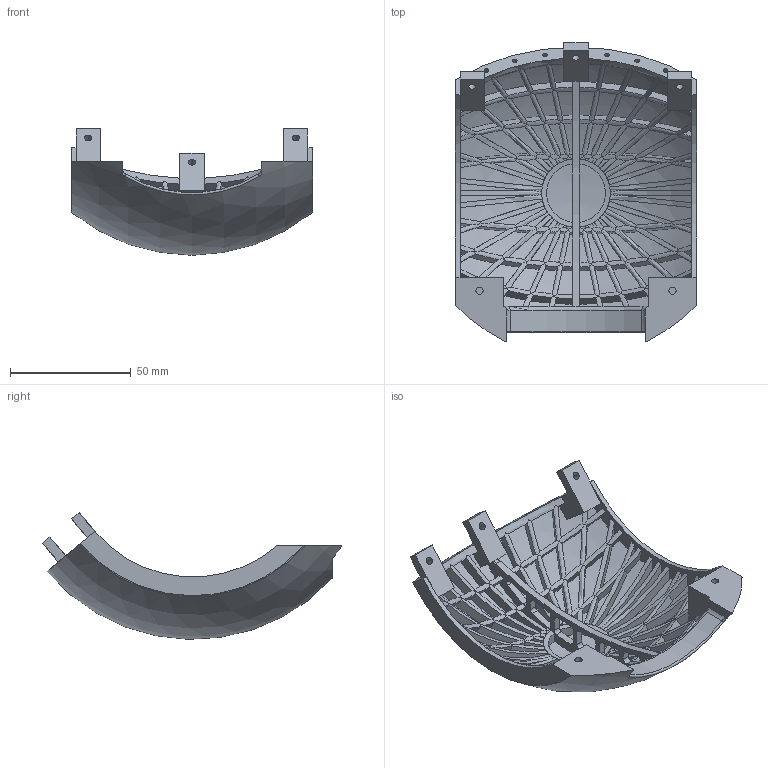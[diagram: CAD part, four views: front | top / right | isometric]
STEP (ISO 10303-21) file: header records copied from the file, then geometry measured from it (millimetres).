
FILE_DESCRIPTION(/* description */ (''),/* implementation_level */ '2;1');
FILE_NAME(/* name */ 'Head Back V2.0.step',/* time_stamp */ '2017-06-25T10:47:01+10:00',/* author */ (''),/* organization */ (''),/* preprocessor_version */ 'ST-DEVELOPER v16.13',/* originating_system */ 'Autodesk Translation Framework v6.1.1.50',/* authorisation */ '');
FILE_SCHEMA (('AUTOMOTIVE_DESIGN { 1 0 10303 214 3 1 1 }'));
Length unit declared in the file: millimetre
Products named in the file (1): Head v15
Bounding box: 100 x 123.76 x 52.47 mm (x, y, z)
Volume: 58366.1 mm3; surface area: 49192.8 mm2
Topology: 1 solids, 1 shells, 796 faces, 2068 edges, 1270 vertices
Faces by surface type: plane 409, cylinder 264, sphere 85, bspline 28, torus 10
Full cylindrical faces by diameter (mm): 1.8 x6, 3 x7
Entity records: 25458 total; most frequent: CARTESIAN_POINT 5162, DIRECTION 4836, ORIENTED_EDGE 4088, AXIS2_PLACEMENT_3D 2087, EDGE_CURVE 2044, VERTEX_POINT 1259, CIRCLE 1232, EDGE_LOOP 839
